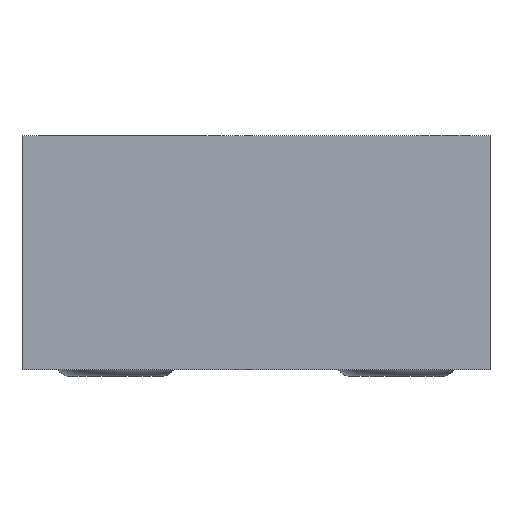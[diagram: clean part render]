
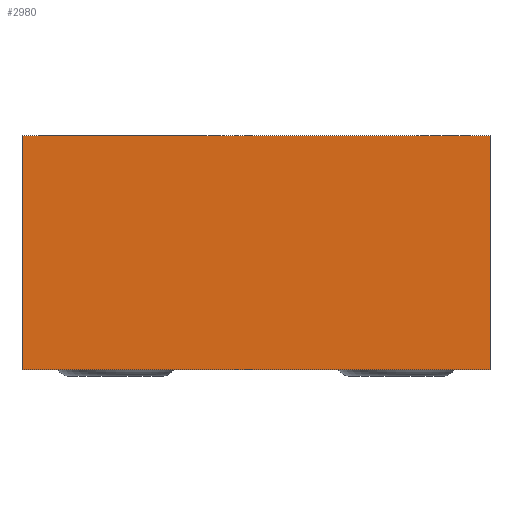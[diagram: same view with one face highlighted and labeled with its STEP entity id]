
A CAD part, front view. The second image highlights one B-rep face of the part: STEP entity #2980.
In plain terms, the highlighted planar face has unit normal (0, -1, 0).
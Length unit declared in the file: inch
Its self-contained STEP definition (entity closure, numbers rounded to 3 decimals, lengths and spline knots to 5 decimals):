
#876=DIRECTION('',(-1.,0.,0.));
#877=VECTOR('',#876,2.5);
#878=CARTESIAN_POINT('',(1.25,-0.89,0.625));
#879=LINE('',#878,#877);
#880=DIRECTION('',(0.,0.,1.));
#881=VECTOR('',#880,1.25);
#882=CARTESIAN_POINT('',(1.25,-0.89,-0.625));
#883=LINE('',#882,#881);
#884=DIRECTION('',(1.,0.,0.));
#885=VECTOR('',#884,2.5);
#886=CARTESIAN_POINT('',(-1.25,-0.89,-0.625));
#887=LINE('',#886,#885);
#888=DIRECTION('',(0.,0.,-1.));
#889=VECTOR('',#888,1.25);
#890=CARTESIAN_POINT('',(-1.25,-0.89,0.625));
#891=LINE('',#890,#889);
#1665=CARTESIAN_POINT('',(1.25,-0.89,0.625));
#1666=CARTESIAN_POINT('',(-1.25,-0.89,0.625));
#1667=VERTEX_POINT('',#1665);
#1668=VERTEX_POINT('',#1666);
#1669=CARTESIAN_POINT('',(-1.25,-0.89,-0.625));
#1670=VERTEX_POINT('',#1669);
#1671=CARTESIAN_POINT('',(1.25,-0.89,-0.625));
#1672=VERTEX_POINT('',#1671);
#2969=CARTESIAN_POINT('',(0.,-0.89,0.));
#2970=DIRECTION('',(0.,-1.,0.));
#2971=DIRECTION('',(1.,0.,0.));
#2972=AXIS2_PLACEMENT_3D('',#2969,#2970,#2971);
#2973=PLANE('',#2972);
#2974=ORIENTED_EDGE('',*,*,#2855,.F.);
#2975=ORIENTED_EDGE('',*,*,#2894,.F.);
#2976=ORIENTED_EDGE('',*,*,#2914,.F.);
#2977=ORIENTED_EDGE('',*,*,#2957,.F.);
#2978=EDGE_LOOP('',(#2974,#2975,#2976,#2977));
#2979=FACE_OUTER_BOUND('',#2978,.F.);
#2980=ADVANCED_FACE('',(#2979),#2973,.T.);
#2855=EDGE_CURVE('',#1667,#1668,#879,.T.);
#2894=EDGE_CURVE('',#1672,#1667,#883,.T.);
#2914=EDGE_CURVE('',#1670,#1672,#887,.T.);
#2957=EDGE_CURVE('',#1668,#1670,#891,.T.);
